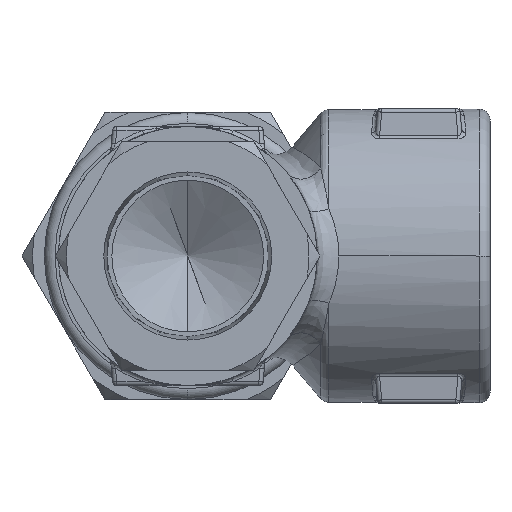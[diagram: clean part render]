
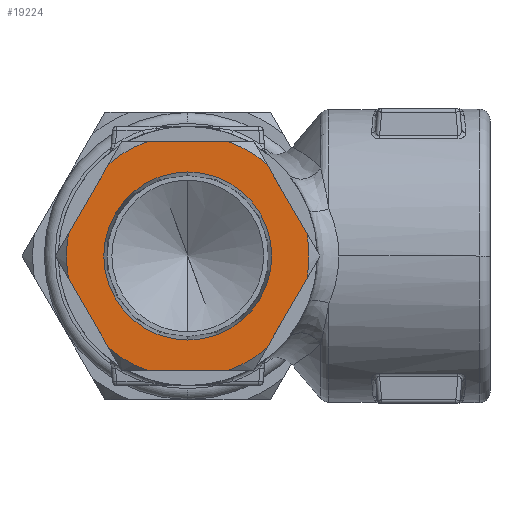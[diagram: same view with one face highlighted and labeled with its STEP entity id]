
A CAD part, front view. The second image highlights one B-rep face of the part: STEP entity #19224.
In plain terms, the highlighted planar face has unit normal (0, -1, 0).
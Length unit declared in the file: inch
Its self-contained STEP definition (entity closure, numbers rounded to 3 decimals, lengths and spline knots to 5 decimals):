
#14205 = CARTESIAN_POINT ( 'NONE',  ( 0.36554, -1.54, -0.42687 ) ) ;
#14582 = DIRECTION ( 'NONE',  ( -0.5, 0., 0.866 ) ) ;
#14583 = VECTOR ( 'NONE', #14582, 39.37008 ) ;
#14584 = CARTESIAN_POINT ( 'NONE',  ( 0.61199, -1.54, 0. ) ) ;
#14618 = DIRECTION ( 'NONE',  ( 0.5, 0., 0.866 ) ) ;
#14619 = VECTOR ( 'NONE', #14618, 39.37008 ) ;
#14620 = CARTESIAN_POINT ( 'NONE',  ( 0.306, -1.54, -0.53 ) ) ;
#14621 = LINE ( 'NONE', #14620, #14619 ) ;
#14629 = CARTESIAN_POINT ( 'NONE',  ( 0.55245, -1.54, -0.10313 ) ) ;
#14632 = CARTESIAN_POINT ( 'NONE',  ( 0.36554, -1.54, 0.42687 ) ) ;
#14638 = CARTESIAN_POINT ( 'NONE',  ( 0.18691, -1.54, 0.53 ) ) ;
#14653 = CARTESIAN_POINT ( 'NONE',  ( -0.55245, -1.54, -0.10313 ) ) ;
#14659 = CARTESIAN_POINT ( 'NONE',  ( 0.55245, -1.54, 0.10313 ) ) ;
#14676 = CARTESIAN_POINT ( 'NONE',  ( -0.18691, -1.54, 0.53 ) ) ;
#14710 = LINE ( 'NONE', #14584, #14583 ) ;
#14716 = DIRECTION ( 'NONE',  ( -1., 0., 0. ) ) ;
#14717 = VECTOR ( 'NONE', #14716, 39.37008 ) ;
#14718 = CARTESIAN_POINT ( 'NONE',  ( 0.306, -1.54, 0.53 ) ) ;
#14719 = LINE ( 'NONE', #14718, #14717 ) ;
#14732 = CARTESIAN_POINT ( 'NONE',  ( -0.36554, -1.54, 0.42687 ) ) ;
#14741 = DIRECTION ( 'NONE',  ( 0., 0., -1. ) ) ;
#14749 = AXIS2_PLACEMENT_3D ( 'NONE', #14753, #14752, #14741 ) ;
#14752 = DIRECTION ( 'NONE',  ( 0., -1., 0. ) ) ;
#14753 = CARTESIAN_POINT ( 'NONE',  ( 0., -1.54, 0. ) ) ;
#14815 = LINE ( 'NONE', #14821, #14914 ) ;
#14821 = CARTESIAN_POINT ( 'NONE',  ( -0.306, -1.54, 0.53 ) ) ;
#14868 = CIRCLE ( 'NONE', #14749, 0.38921 ) ;
#14913 = DIRECTION ( 'NONE',  ( -0.5, 0., -0.866 ) ) ;
#14914 = VECTOR ( 'NONE', #14913, 39.37008 ) ;
#15246 = CARTESIAN_POINT ( 'NONE',  ( 0., -1.54, -0.38921 ) ) ;
#15258 = CARTESIAN_POINT ( 'NONE',  ( 0., -1.54, 0.38921 ) ) ;
#15617 = DIRECTION ( 'NONE',  ( 0.5, 0., -0.866 ) ) ;
#15618 = CARTESIAN_POINT ( 'NONE',  ( -0.61199, -1.54, 0. ) ) ;
#15619 = LINE ( 'NONE', #15618, #15780 ) ;
#15780 = VECTOR ( 'NONE', #15617, 39.37008 ) ;
#15818 = DIRECTION ( 'NONE',  ( 0., 0., -1. ) ) ;
#15819 = DIRECTION ( 'NONE',  ( 0., -1., 0. ) ) ;
#15825 = AXIS2_PLACEMENT_3D ( 'NONE', #15876, #15819, #15818 ) ;
#15826 = DIRECTION ( 'NONE',  ( 0., 0., 1. ) ) ;
#15827 = DIRECTION ( 'NONE',  ( 0., 1., 0. ) ) ;
#15828 = AXIS2_PLACEMENT_3D ( 'NONE', #15835, #15827, #15826 ) ;
#15831 = DIRECTION ( 'NONE',  ( 0., 0., 1. ) ) ;
#15832 = DIRECTION ( 'NONE',  ( 0., 1., 0. ) ) ;
#15833 = CARTESIAN_POINT ( 'NONE',  ( 0., -1.54, 0. ) ) ;
#15835 = CARTESIAN_POINT ( 'NONE',  ( 0., -1.54, 0. ) ) ;
#15846 = CIRCLE ( 'NONE', #15871, 0.56199 ) ;
#15869 = CIRCLE ( 'NONE', #15828, 0.56199 ) ;
#15870 = CIRCLE ( 'NONE', #15825, 0.56199 ) ;
#15871 = AXIS2_PLACEMENT_3D ( 'NONE', #15833, #15832, #15831 ) ;
#15875 = FACE_BOUND ( 'NONE', #19229, .T. ) ;
#15876 = CARTESIAN_POINT ( 'NONE',  ( 0., -1.54, 0. ) ) ;
#15906 = AXIS2_PLACEMENT_3D ( 'NONE', #15930, #15929, #15928 ) ;
#15912 = CARTESIAN_POINT ( 'NONE',  ( 0.18691, -1.54, -0.53 ) ) ;
#15913 = FACE_OUTER_BOUND ( 'NONE', #19209, .T. ) ;
#15914 = PLANE ( 'NONE',  #15935 ) ;
#15928 = DIRECTION ( 'NONE',  ( 0., 0., 1. ) ) ;
#15929 = DIRECTION ( 'NONE',  ( 0., 1., 0. ) ) ;
#15930 = CARTESIAN_POINT ( 'NONE',  ( 0., -1.54, 0. ) ) ;
#15932 = DIRECTION ( 'NONE',  ( 0., 0., 1. ) ) ;
#15933 = DIRECTION ( 'NONE',  ( 0., 1., 0. ) ) ;
#15934 = CARTESIAN_POINT ( 'NONE',  ( 0., -1.54, -1.06 ) ) ;
#15935 = AXIS2_PLACEMENT_3D ( 'NONE', #15934, #15933, #15932 ) ;
#15939 = CIRCLE ( 'NONE', #15906, 0.56199 ) ;
#15968 = CARTESIAN_POINT ( 'NONE',  ( -0.36554, -1.54, -0.42687 ) ) ;
#16079 = CARTESIAN_POINT ( 'NONE',  ( -0.18691, -1.54, -0.53 ) ) ;
#16178 = CARTESIAN_POINT ( 'NONE',  ( 0., -1.54, 0. ) ) ;
#16195 = CIRCLE ( 'NONE', #16285, 0.38921 ) ;
#16231 = DIRECTION ( 'NONE',  ( 0., 0., 1. ) ) ;
#16232 = DIRECTION ( 'NONE',  ( 0., 1., 0. ) ) ;
#16244 = CIRCLE ( 'NONE', #16262, 0.56199 ) ;
#16262 = AXIS2_PLACEMENT_3D ( 'NONE', #16178, #16232, #16231 ) ;
#16282 = DIRECTION ( 'NONE',  ( 0., 0., -1. ) ) ;
#16283 = DIRECTION ( 'NONE',  ( 0., -1., 0. ) ) ;
#16284 = CARTESIAN_POINT ( 'NONE',  ( 0., -1.54, 0. ) ) ;
#16285 = AXIS2_PLACEMENT_3D ( 'NONE', #16284, #16283, #16282 ) ;
#16432 = CARTESIAN_POINT ( 'NONE',  ( -0.55245, -1.54, 0.10313 ) ) ;
#16437 = CARTESIAN_POINT ( 'NONE',  ( 0., -1.54, 0. ) ) ;
#16439 = CIRCLE ( 'NONE', #16458, 0.56199 ) ;
#16444 = DIRECTION ( 'NONE',  ( 1., 0., 0. ) ) ;
#16445 = VECTOR ( 'NONE', #16444, 39.37008 ) ;
#16446 = CARTESIAN_POINT ( 'NONE',  ( -0.306, -1.54, -0.53 ) ) ;
#16447 = LINE ( 'NONE', #16446, #16445 ) ;
#16456 = DIRECTION ( 'NONE',  ( 0., 0., 1. ) ) ;
#16457 = DIRECTION ( 'NONE',  ( 0., 1., 0. ) ) ;
#16458 = AXIS2_PLACEMENT_3D ( 'NONE', #16437, #16457, #16456 ) ;
#17070 = VERTEX_POINT ( 'NONE', #14205 ) ;
#18659 = VERTEX_POINT ( 'NONE', #14659 ) ;
#18674 = VERTEX_POINT ( 'NONE', #14638 ) ;
#18676 = VERTEX_POINT ( 'NONE', #14629 ) ;
#18703 = EDGE_CURVE ( 'NONE', #17070, #18676, #14621, .T. ) ;
#18839 = VERTEX_POINT ( 'NONE', #14632 ) ;
#18852 = VERTEX_POINT ( 'NONE', #14676 ) ;
#18858 = VERTEX_POINT ( 'NONE', #14653 ) ;
#18869 = VERTEX_POINT ( 'NONE', #14732 ) ;
#18873 = EDGE_CURVE ( 'NONE', #18674, #18852, #14719, .T. ) ;
#18876 = EDGE_CURVE ( 'NONE', #18659, #18839, #14710, .T. ) ;
#18888 = EDGE_CURVE ( 'NONE', #18869, #19412, #14815, .T. ) ;
#19039 = VERTEX_POINT ( 'NONE', #15258 ) ;
#19040 = VERTEX_POINT ( 'NONE', #15246 ) ;
#19043 = EDGE_CURVE ( 'NONE', #19039, #19040, #14868, .T. ) ;
#19171 = EDGE_CURVE ( 'NONE', #18858, #19249, #15619, .T. ) ;
#19173 = ORIENTED_EDGE ( 'NONE', *, *, #18876, .T. ) ;
#19174 = ORIENTED_EDGE ( 'NONE', *, *, #19313, .F. ) ;
#19209 = EDGE_LOOP ( 'NONE', ( #19211, #19210, #19225, #19406, #19217, #19215, #19314, #19218, #19316, #19315, #19174, #19173 ) ) ;
#19210 = ORIENTED_EDGE ( 'NONE', *, *, #18873, .T. ) ;
#19211 = ORIENTED_EDGE ( 'NONE', *, *, #19407, .F. ) ;
#19213 = EDGE_CURVE ( 'NONE', #18858, #19412, #15846, .T. ) ;
#19214 = EDGE_CURVE ( 'NONE', #19282, #19249, #15869, .T. ) ;
#19215 = ORIENTED_EDGE ( 'NONE', *, *, #19171, .T. ) ;
#19216 = EDGE_CURVE ( 'NONE', #19221, #17070, #15870, .T. ) ;
#19217 = ORIENTED_EDGE ( 'NONE', *, *, #19213, .F. ) ;
#19218 = ORIENTED_EDGE ( 'NONE', *, *, #19414, .T. ) ;
#19221 = VERTEX_POINT ( 'NONE', #15912 ) ;
#19224 = ADVANCED_FACE ( 'NONE', ( #15875, #15913 ), #15914, .F. ) ;
#19225 = ORIENTED_EDGE ( 'NONE', *, *, #19227, .F. ) ;
#19226 = ORIENTED_EDGE ( 'NONE', *, *, #19358, .F. ) ;
#19227 = EDGE_CURVE ( 'NONE', #18869, #18852, #15939, .T. ) ;
#19229 = EDGE_LOOP ( 'NONE', ( #19226, #19275 ) ) ;
#19249 = VERTEX_POINT ( 'NONE', #15968 ) ;
#19275 = ORIENTED_EDGE ( 'NONE', *, *, #19043, .F. ) ;
#19282 = VERTEX_POINT ( 'NONE', #16079 ) ;
#19313 = EDGE_CURVE ( 'NONE', #18659, #18676, #16244, .T. ) ;
#19314 = ORIENTED_EDGE ( 'NONE', *, *, #19214, .F. ) ;
#19315 = ORIENTED_EDGE ( 'NONE', *, *, #18703, .T. ) ;
#19316 = ORIENTED_EDGE ( 'NONE', *, *, #19216, .T. ) ;
#19358 = EDGE_CURVE ( 'NONE', #19040, #19039, #16195, .T. ) ;
#19406 = ORIENTED_EDGE ( 'NONE', *, *, #18888, .T. ) ;
#19407 = EDGE_CURVE ( 'NONE', #18674, #18839, #16439, .T. ) ;
#19412 = VERTEX_POINT ( 'NONE', #16432 ) ;
#19414 = EDGE_CURVE ( 'NONE', #19282, #19221, #16447, .T. ) ;
